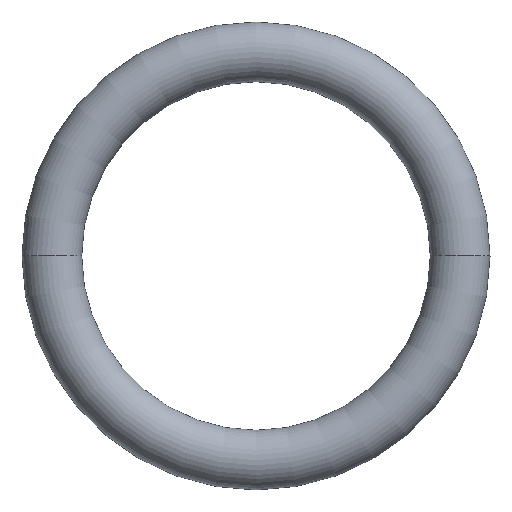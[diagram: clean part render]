
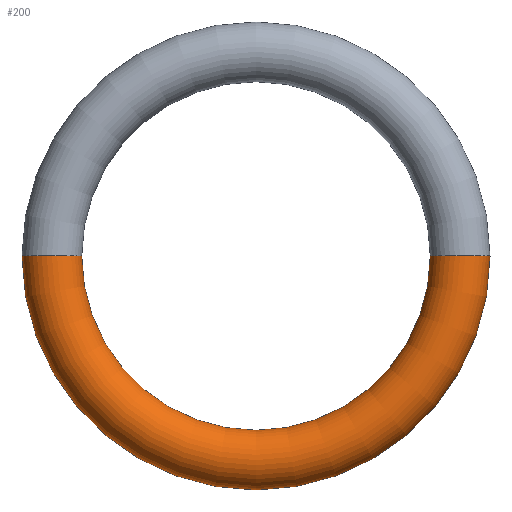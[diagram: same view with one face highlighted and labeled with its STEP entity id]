
A CAD part, top view. The second image highlights one B-rep face of the part: STEP entity #200.
In plain terms, the highlighted toroidal (fillet/blend) face has major radius 6.15 mm and minor radius 0.9 mm.
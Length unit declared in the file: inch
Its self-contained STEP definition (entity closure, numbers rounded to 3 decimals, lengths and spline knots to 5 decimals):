
#5 = ORIENTED_EDGE ( 'NONE', *, *, #135, .T. ) ;
#7 = DIRECTION ( 'NONE',  ( 0., 0., 1. ) ) ;
#13 = AXIS2_PLACEMENT_3D ( 'NONE', #189, #139, #109 ) ;
#14 = DIRECTION ( 'NONE',  ( 1., 0., 0. ) ) ;
#25 = CARTESIAN_POINT ( 'NONE',  ( -0.20669, 0., 0. ) ) ;
#26 = DIRECTION ( 'NONE',  ( 0., 1., 0. ) ) ;
#28 = CARTESIAN_POINT ( 'NONE',  ( 0.20669, 0., 0. ) ) ;
#39 = DIRECTION ( 'NONE',  ( 1., 0., 0. ) ) ;
#44 = ORIENTED_EDGE ( 'NONE', *, *, #180, .F. ) ;
#45 = CARTESIAN_POINT ( 'NONE',  ( -0.27756, 0., 0. ) ) ;
#59 = EDGE_LOOP ( 'NONE', ( #44, #210, #5, #170 ) ) ;
#64 = CARTESIAN_POINT ( 'NONE',  ( 0., 0., 0. ) ) ;
#78 = FACE_OUTER_BOUND ( 'NONE', #59, .T. ) ;
#79 = DIRECTION ( 'NONE',  ( 0., 0., 1. ) ) ;
#83 = AXIS2_PLACEMENT_3D ( 'NONE', #239, #26, #215 ) ;
#100 = VERTEX_POINT ( 'NONE', #25 ) ;
#108 = CIRCLE ( 'NONE', #83, 0.03543 ) ;
#109 = DIRECTION ( 'NONE',  ( 0., 0., -1. ) ) ;
#119 = CARTESIAN_POINT ( 'NONE',  ( 0., 0., 0. ) ) ;
#121 = AXIS2_PLACEMENT_3D ( 'NONE', #119, #79, #39 ) ;
#128 = DIRECTION ( 'NONE',  ( 0., 0., 1. ) ) ;
#132 = TOROIDAL_SURFACE ( 'NONE', #121, 0.24213, 0.03543 ) ;
#135 = EDGE_CURVE ( 'NONE', #222, #188, #167, .T. ) ;
#139 = DIRECTION ( 'NONE',  ( 0., -1., 0. ) ) ;
#143 = EDGE_CURVE ( 'NONE', #184, #222, #206, .T. ) ;
#147 = DIRECTION ( 'NONE',  ( 1., 0., 0. ) ) ;
#167 = CIRCLE ( 'NONE', #13, 0.03543 ) ;
#170 = ORIENTED_EDGE ( 'NONE', *, *, #235, .F. ) ;
#175 = CIRCLE ( 'NONE', #225, 0.20669 ) ;
#180 = EDGE_CURVE ( 'NONE', #184, #100, #108, .T. ) ;
#184 = VERTEX_POINT ( 'NONE', #45 ) ;
#185 = CARTESIAN_POINT ( 'NONE',  ( 0.27756, 0., 0. ) ) ;
#188 = VERTEX_POINT ( 'NONE', #28 ) ;
#189 = CARTESIAN_POINT ( 'NONE',  ( 0.24213, 0., 0. ) ) ;
#200 = ADVANCED_FACE ( 'NONE', ( #78 ), #132, .T. ) ;
#206 = CIRCLE ( 'NONE', #220, 0.27756 ) ;
#209 = CARTESIAN_POINT ( 'NONE',  ( 0., 0., 0. ) ) ;
#210 = ORIENTED_EDGE ( 'NONE', *, *, #143, .T. ) ;
#215 = DIRECTION ( 'NONE',  ( -1., 0., 0. ) ) ;
#220 = AXIS2_PLACEMENT_3D ( 'NONE', #64, #128, #14 ) ;
#222 = VERTEX_POINT ( 'NONE', #185 ) ;
#225 = AXIS2_PLACEMENT_3D ( 'NONE', #209, #7, #147 ) ;
#235 = EDGE_CURVE ( 'NONE', #100, #188, #175, .T. ) ;
#239 = CARTESIAN_POINT ( 'NONE',  ( -0.24213, 0., 0. ) ) ;
